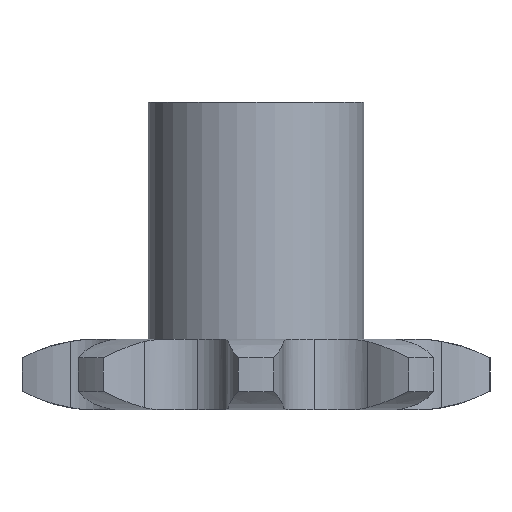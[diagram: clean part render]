
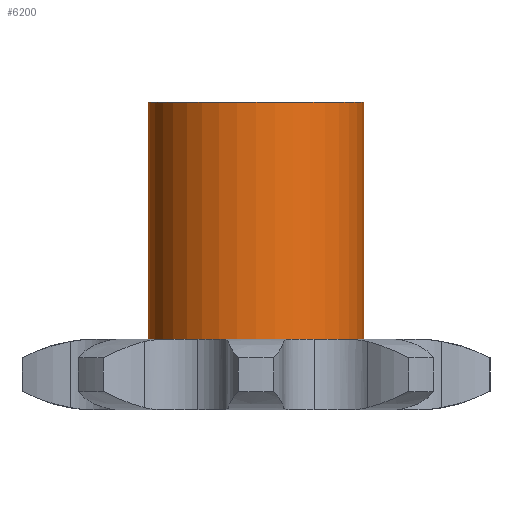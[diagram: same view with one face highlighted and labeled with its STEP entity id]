
A CAD part, front view. The second image highlights one B-rep face of the part: STEP entity #6200.
In plain terms, the highlighted cylindrical face has radius 3.5 mm (diameter 7 mm), a full revolution.
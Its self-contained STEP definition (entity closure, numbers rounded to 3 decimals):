
#224 = PLANE('',#225);
#225 = AXIS2_PLACEMENT_3D('',#226,#227,#228);
#226 = CARTESIAN_POINT('',(0.,0.,1.15));
#227 = DIRECTION('',(0.,0.,1.));
#228 = DIRECTION('',(0.,1.,0.));
#1895 = EDGE_CURVE('',#1896,#1896,#1898,.T.);
#1896 = VERTEX_POINT('',#1897);
#1897 = CARTESIAN_POINT('',(3.5,0.,1.15));
#1898 = SURFACE_CURVE('',#1899,(#1904,#1915),.PCURVE_S1.);
#1899 = CIRCLE('',#1900,3.5);
#1900 = AXIS2_PLACEMENT_3D('',#1901,#1902,#1903);
#1901 = CARTESIAN_POINT('',(0.,0.,1.15));
#1902 = DIRECTION('',(0.,0.,-1.));
#1903 = DIRECTION('',(1.,0.,0.));
#1904 = PCURVE('',#224,#1905);
#1905 = DEFINITIONAL_REPRESENTATION('',(#1906),#1914);
#1906 = ( BOUNDED_CURVE() B_SPLINE_CURVE(2,(#1907,#1908,#1909,#1910,
#1911,#1912,#1913),.UNSPECIFIED.,.T.,.F.) B_SPLINE_CURVE_WITH_KNOTS((1,2
    ,2,2,2,1),(-2.094,0.,2.094,4.189,
6.283,8.378),.UNSPECIFIED.) CURVE() 
GEOMETRIC_REPRESENTATION_ITEM() RATIONAL_B_SPLINE_CURVE((1.,0.5,1.,0.5,
1.,0.5,1.)) REPRESENTATION_ITEM('') );
#1907 = CARTESIAN_POINT('',(0.,-3.5));
#1908 = CARTESIAN_POINT('',(-6.062,-3.5));
#1909 = CARTESIAN_POINT('',(-3.031,1.75));
#1910 = CARTESIAN_POINT('',(0.,7.));
#1911 = CARTESIAN_POINT('',(3.031,1.75));
#1912 = CARTESIAN_POINT('',(6.062,-3.5));
#1913 = CARTESIAN_POINT('',(0.,-3.5));
#1914 = ( GEOMETRIC_REPRESENTATION_CONTEXT(2) 
PARAMETRIC_REPRESENTATION_CONTEXT() REPRESENTATION_CONTEXT('2D SPACE',''
  ) );
#1915 = PCURVE('',#1916,#1921);
#1916 = CYLINDRICAL_SURFACE('',#1917,3.5);
#1917 = AXIS2_PLACEMENT_3D('',#1918,#1919,#1920);
#1918 = CARTESIAN_POINT('',(0.,0.,0.));
#1919 = DIRECTION('',(0.,0.,-1.));
#1920 = DIRECTION('',(1.,0.,0.));
#1921 = DEFINITIONAL_REPRESENTATION('',(#1922),#1926);
#1922 = LINE('',#1923,#1924);
#1923 = CARTESIAN_POINT('',(-6.283,-1.15));
#1924 = VECTOR('',#1925,1.);
#1925 = DIRECTION('',(1.,-0.));
#1926 = ( GEOMETRIC_REPRESENTATION_CONTEXT(2) 
PARAMETRIC_REPRESENTATION_CONTEXT() REPRESENTATION_CONTEXT('2D SPACE',''
  ) );
#5192 = PLANE('',#5193);
#5193 = AXIS2_PLACEMENT_3D('',#5194,#5195,#5196);
#5194 = CARTESIAN_POINT('',(0.,0.,8.85));
#5195 = DIRECTION('',(0.,0.,1.));
#5196 = DIRECTION('',(0.,-1.,0.));
#6200 = ADVANCED_FACE('',(#6201),#1916,.T.);
#6201 = FACE_BOUND('',#6202,.F.);
#6202 = EDGE_LOOP('',(#6203,#6204,#6227,#6249));
#6203 = ORIENTED_EDGE('',*,*,#1895,.T.);
#6204 = ORIENTED_EDGE('',*,*,#6205,.T.);
#6205 = EDGE_CURVE('',#1896,#6206,#6208,.T.);
#6206 = VERTEX_POINT('',#6207);
#6207 = CARTESIAN_POINT('',(3.5,0.,8.85));
#6208 = SEAM_CURVE('',#6209,(#6213,#6220),.PCURVE_S1.);
#6209 = LINE('',#6210,#6211);
#6210 = CARTESIAN_POINT('',(3.5,0.,0.));
#6211 = VECTOR('',#6212,1.);
#6212 = DIRECTION('',(0.,0.,1.));
#6213 = PCURVE('',#1916,#6214);
#6214 = DEFINITIONAL_REPRESENTATION('',(#6215),#6219);
#6215 = LINE('',#6216,#6217);
#6216 = CARTESIAN_POINT('',(-6.283,0.));
#6217 = VECTOR('',#6218,1.);
#6218 = DIRECTION('',(-0.,-1.));
#6219 = ( GEOMETRIC_REPRESENTATION_CONTEXT(2) 
PARAMETRIC_REPRESENTATION_CONTEXT() REPRESENTATION_CONTEXT('2D SPACE',''
  ) );
#6220 = PCURVE('',#1916,#6221);
#6221 = DEFINITIONAL_REPRESENTATION('',(#6222),#6226);
#6222 = LINE('',#6223,#6224);
#6223 = CARTESIAN_POINT('',(-0.,0.));
#6224 = VECTOR('',#6225,1.);
#6225 = DIRECTION('',(-0.,-1.));
#6226 = ( GEOMETRIC_REPRESENTATION_CONTEXT(2) 
PARAMETRIC_REPRESENTATION_CONTEXT() REPRESENTATION_CONTEXT('2D SPACE',''
  ) );
#6227 = ORIENTED_EDGE('',*,*,#6228,.T.);
#6228 = EDGE_CURVE('',#6206,#6206,#6229,.T.);
#6229 = SURFACE_CURVE('',#6230,(#6235,#6242),.PCURVE_S1.);
#6230 = CIRCLE('',#6231,3.5);
#6231 = AXIS2_PLACEMENT_3D('',#6232,#6233,#6234);
#6232 = CARTESIAN_POINT('',(0.,0.,8.85));
#6233 = DIRECTION('',(0.,0.,1.));
#6234 = DIRECTION('',(1.,0.,0.));
#6235 = PCURVE('',#1916,#6236);
#6236 = DEFINITIONAL_REPRESENTATION('',(#6237),#6241);
#6237 = LINE('',#6238,#6239);
#6238 = CARTESIAN_POINT('',(-0.,-8.85));
#6239 = VECTOR('',#6240,1.);
#6240 = DIRECTION('',(-1.,0.));
#6241 = ( GEOMETRIC_REPRESENTATION_CONTEXT(2) 
PARAMETRIC_REPRESENTATION_CONTEXT() REPRESENTATION_CONTEXT('2D SPACE',''
  ) );
#6242 = PCURVE('',#5192,#6243);
#6243 = DEFINITIONAL_REPRESENTATION('',(#6244),#6248);
#6244 = CIRCLE('',#6245,3.5);
#6245 = AXIS2_PLACEMENT_2D('',#6246,#6247);
#6246 = CARTESIAN_POINT('',(0.,0.));
#6247 = DIRECTION('',(0.,1.));
#6248 = ( GEOMETRIC_REPRESENTATION_CONTEXT(2) 
PARAMETRIC_REPRESENTATION_CONTEXT() REPRESENTATION_CONTEXT('2D SPACE',''
  ) );
#6249 = ORIENTED_EDGE('',*,*,#6205,.F.);
